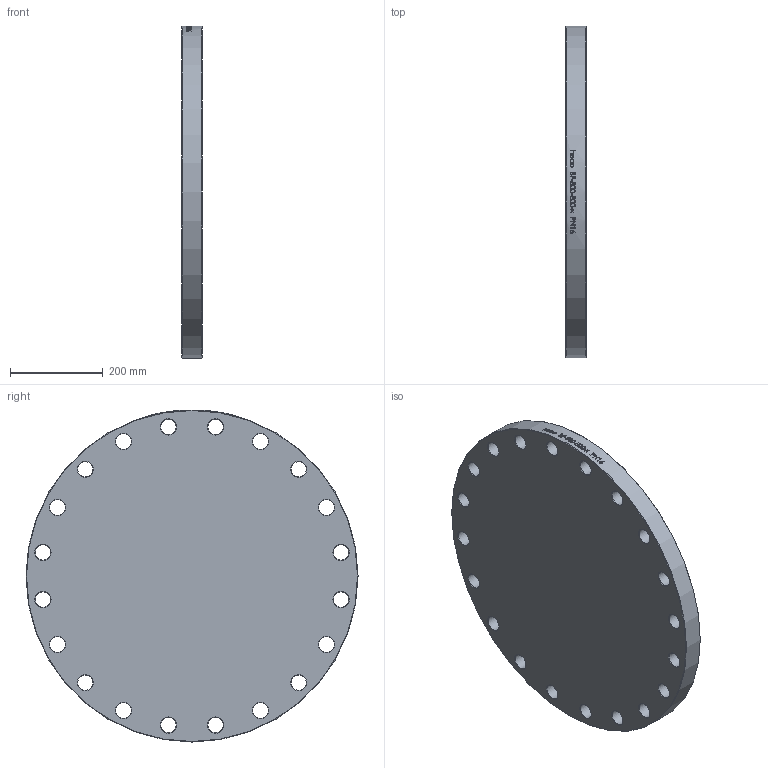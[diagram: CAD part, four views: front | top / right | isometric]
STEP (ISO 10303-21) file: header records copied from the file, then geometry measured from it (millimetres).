
FILE_DESCRIPTION (( 'STEP AP214' ), '1' );
FILE_NAME ('BF-500-E00-x Blindflansch PN16 EN1092 2103.STEP', '2021-03-08T09:22:11', ( '' ), ( '' ), 'SwSTEP 2.0', 'SolidWorks 2019', '' );
FILE_SCHEMA (( 'AUTOMOTIVE_DESIGN' ));
Length unit declared in the file: millimetre
Products named in the file (1): BF-500-E00-x Blindflansch PN16 EN1092 2103
Bounding box: 44 x 715 x 715 mm (x, y, z)
Volume: 16905574.6 mm3; surface area: 953838.5 mm2
Topology: 1 solids, 1 shells, 95 faces, 375 edges, 311 vertices
Faces by surface type: cylinder 51, cone 42, plane 2
Full cylindrical faces by diameter (mm): 33 x20, 715 x1
Entity records: 9164 total; most frequent: CARTESIAN_POINT 6072, ORIENTED_EDGE 576, DIRECTION 487, VERTEX_POINT 288, EDGE_CURVE 288, EDGE_LOOP 228, AXIS2_PLACEMENT_3D 226, CIRCLE 130
